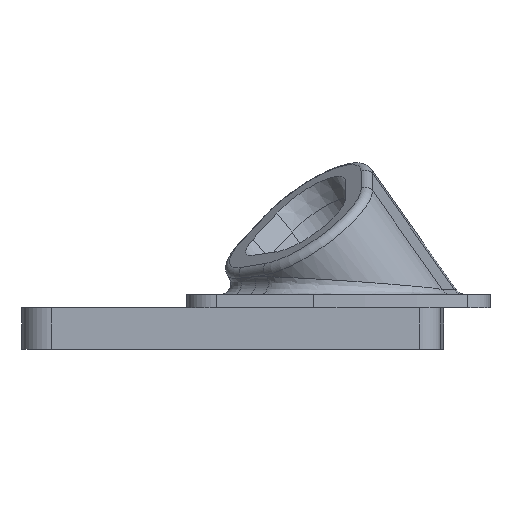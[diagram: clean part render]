
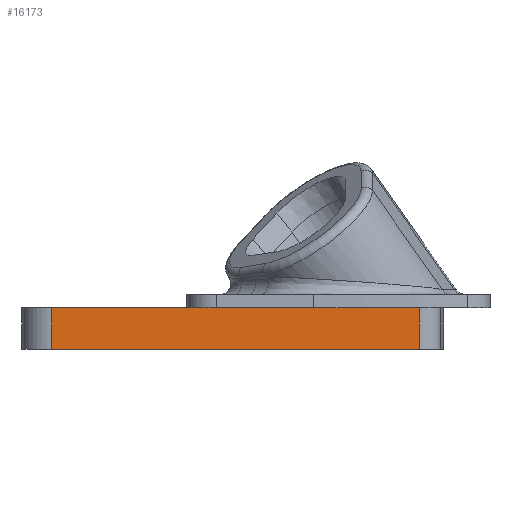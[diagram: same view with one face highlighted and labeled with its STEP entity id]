
A CAD part, left-side view. The second image highlights one B-rep face of the part: STEP entity #16173.
In plain terms, the highlighted planar face has unit normal (-1, 0, 0).
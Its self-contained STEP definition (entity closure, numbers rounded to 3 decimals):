
#6483 = PLANE('',#6484);
#6484 = AXIS2_PLACEMENT_3D('',#6485,#6486,#6487);
#6485 = CARTESIAN_POINT('',(0.,0.,-1.6));
#6486 = DIRECTION('',(0.,0.,1.));
#6487 = DIRECTION('',(1.,0.,0.));
#6946 = VERTEX_POINT('',#6947);
#6947 = CARTESIAN_POINT('',(-72.8,18.4,-1.6));
#6961 = PLANE('',#6962);
#6962 = AXIS2_PLACEMENT_3D('',#6963,#6964,#6965);
#6963 = CARTESIAN_POINT('',(0.,12.8,-1.6));
#6964 = DIRECTION('',(0.,0.,-1.));
#6965 = DIRECTION('',(-1.,0.,0.));
#12773 = EDGE_CURVE('',#6946,#12774,#12776,.T.);
#12774 = VERTEX_POINT('',#12775);
#12775 = CARTESIAN_POINT('',(-72.8,-9.8,-1.6));
#12776 = SURFACE_CURVE('',#12777,(#12781,#12788),.PCURVE_S1.);
#12777 = LINE('',#12778,#12779);
#12778 = CARTESIAN_POINT('',(-72.8,-4.9,-1.6));
#12779 = VECTOR('',#12780,1.);
#12780 = DIRECTION('',(0.,-1.,0.));
#12781 = PCURVE('',#6483,#12782);
#12782 = DEFINITIONAL_REPRESENTATION('',(#12783),#12787);
#12783 = LINE('',#12784,#12785);
#12784 = CARTESIAN_POINT('',(-72.8,-4.9));
#12785 = VECTOR('',#12786,1.);
#12786 = DIRECTION('',(0.,-1.));
#12787 = ( GEOMETRIC_REPRESENTATION_CONTEXT(2) 
PARAMETRIC_REPRESENTATION_CONTEXT() REPRESENTATION_CONTEXT('2D SPACE',''
  ) );
#12788 = PCURVE('',#12789,#12794);
#12789 = PLANE('',#12790);
#12790 = AXIS2_PLACEMENT_3D('',#12791,#12792,#12793);
#12791 = CARTESIAN_POINT('',(-72.8,-9.8,-1.6));
#12792 = DIRECTION('',(-1.,0.,0.));
#12793 = DIRECTION('',(0.,1.,0.));
#12794 = DEFINITIONAL_REPRESENTATION('',(#12795),#12799);
#12795 = LINE('',#12796,#12797);
#12796 = CARTESIAN_POINT('',(4.9,0.));
#12797 = VECTOR('',#12798,1.);
#12798 = DIRECTION('',(-1.,0.));
#12799 = ( GEOMETRIC_REPRESENTATION_CONTEXT(2) 
PARAMETRIC_REPRESENTATION_CONTEXT() REPRESENTATION_CONTEXT('2D SPACE',''
  ) );
#12818 = CYLINDRICAL_SURFACE('',#12819,2.6);
#12819 = AXIS2_PLACEMENT_3D('',#12820,#12821,#12822);
#12820 = CARTESIAN_POINT('',(-70.2,-9.8,-1.6));
#12821 = DIRECTION('',(0.,0.,-1.));
#12822 = DIRECTION('',(0.,-1.,0.));
#13344 = VERTEX_POINT('',#13345);
#13345 = CARTESIAN_POINT('',(-72.8,34.8,-1.6));
#13360 = CYLINDRICAL_SURFACE('',#13361,3.6);
#13361 = AXIS2_PLACEMENT_3D('',#13362,#13363,#13364);
#13362 = CARTESIAN_POINT('',(-69.2,34.8,-1.6));
#13363 = DIRECTION('',(0.,0.,-1.));
#13364 = DIRECTION('',(-1.,0.,0.));
#13372 = EDGE_CURVE('',#6946,#13344,#13373,.T.);
#13373 = SURFACE_CURVE('',#13374,(#13378,#13385),.PCURVE_S1.);
#13374 = LINE('',#13375,#13376);
#13375 = CARTESIAN_POINT('',(-72.8,-9.8,-1.6));
#13376 = VECTOR('',#13377,1.);
#13377 = DIRECTION('',(0.,1.,0.));
#13378 = PCURVE('',#6961,#13379);
#13379 = DEFINITIONAL_REPRESENTATION('',(#13380),#13384);
#13380 = LINE('',#13381,#13382);
#13381 = CARTESIAN_POINT('',(72.8,-22.6));
#13382 = VECTOR('',#13383,1.);
#13383 = DIRECTION('',(0.,1.));
#13384 = ( GEOMETRIC_REPRESENTATION_CONTEXT(2) 
PARAMETRIC_REPRESENTATION_CONTEXT() REPRESENTATION_CONTEXT('2D SPACE',''
  ) );
#13385 = PCURVE('',#12789,#13386);
#13386 = DEFINITIONAL_REPRESENTATION('',(#13387),#13391);
#13387 = LINE('',#13388,#13389);
#13388 = CARTESIAN_POINT('',(0.,0.));
#13389 = VECTOR('',#13390,1.);
#13390 = DIRECTION('',(1.,0.));
#13391 = ( GEOMETRIC_REPRESENTATION_CONTEXT(2) 
PARAMETRIC_REPRESENTATION_CONTEXT() REPRESENTATION_CONTEXT('2D SPACE',''
  ) );
#16173 = ADVANCED_FACE('',(#16174),#12789,.T.);
#16174 = FACE_BOUND('',#16175,.T.);
#16175 = EDGE_LOOP('',(#16176,#16177,#16178,#16201,#16229));
#16176 = ORIENTED_EDGE('',*,*,#12773,.F.);
#16177 = ORIENTED_EDGE('',*,*,#13372,.T.);
#16178 = ORIENTED_EDGE('',*,*,#16179,.T.);
#16179 = EDGE_CURVE('',#13344,#16180,#16182,.T.);
#16180 = VERTEX_POINT('',#16181);
#16181 = CARTESIAN_POINT('',(-72.8,34.8,-6.6));
#16182 = SURFACE_CURVE('',#16183,(#16187,#16194),.PCURVE_S1.);
#16183 = LINE('',#16184,#16185);
#16184 = CARTESIAN_POINT('',(-72.8,34.8,-1.6));
#16185 = VECTOR('',#16186,1.);
#16186 = DIRECTION('',(0.,0.,-1.));
#16187 = PCURVE('',#12789,#16188);
#16188 = DEFINITIONAL_REPRESENTATION('',(#16189),#16193);
#16189 = LINE('',#16190,#16191);
#16190 = CARTESIAN_POINT('',(44.6,0.));
#16191 = VECTOR('',#16192,1.);
#16192 = DIRECTION('',(0.,1.));
#16193 = ( GEOMETRIC_REPRESENTATION_CONTEXT(2) 
PARAMETRIC_REPRESENTATION_CONTEXT() REPRESENTATION_CONTEXT('2D SPACE',''
  ) );
#16194 = PCURVE('',#13360,#16195);
#16195 = DEFINITIONAL_REPRESENTATION('',(#16196),#16200);
#16196 = LINE('',#16197,#16198);
#16197 = CARTESIAN_POINT('',(0.,0.));
#16198 = VECTOR('',#16199,1.);
#16199 = DIRECTION('',(0.,1.));
#16200 = ( GEOMETRIC_REPRESENTATION_CONTEXT(2) 
PARAMETRIC_REPRESENTATION_CONTEXT() REPRESENTATION_CONTEXT('2D SPACE',''
  ) );
#16201 = ORIENTED_EDGE('',*,*,#16202,.F.);
#16202 = EDGE_CURVE('',#16203,#16180,#16205,.T.);
#16203 = VERTEX_POINT('',#16204);
#16204 = CARTESIAN_POINT('',(-72.8,-9.8,-6.6));
#16205 = SURFACE_CURVE('',#16206,(#16210,#16217),.PCURVE_S1.);
#16206 = LINE('',#16207,#16208);
#16207 = CARTESIAN_POINT('',(-72.8,-9.8,-6.6));
#16208 = VECTOR('',#16209,1.);
#16209 = DIRECTION('',(0.,1.,0.));
#16210 = PCURVE('',#12789,#16211);
#16211 = DEFINITIONAL_REPRESENTATION('',(#16212),#16216);
#16212 = LINE('',#16213,#16214);
#16213 = CARTESIAN_POINT('',(0.,5.));
#16214 = VECTOR('',#16215,1.);
#16215 = DIRECTION('',(1.,0.));
#16216 = ( GEOMETRIC_REPRESENTATION_CONTEXT(2) 
PARAMETRIC_REPRESENTATION_CONTEXT() REPRESENTATION_CONTEXT('2D SPACE',''
  ) );
#16217 = PCURVE('',#16218,#16223);
#16218 = PLANE('',#16219);
#16219 = AXIS2_PLACEMENT_3D('',#16220,#16221,#16222);
#16220 = CARTESIAN_POINT('',(0.,12.8,-6.6));
#16221 = DIRECTION('',(0.,0.,-1.));
#16222 = DIRECTION('',(-1.,0.,0.));
#16223 = DEFINITIONAL_REPRESENTATION('',(#16224),#16228);
#16224 = LINE('',#16225,#16226);
#16225 = CARTESIAN_POINT('',(72.8,-22.6));
#16226 = VECTOR('',#16227,1.);
#16227 = DIRECTION('',(0.,1.));
#16228 = ( GEOMETRIC_REPRESENTATION_CONTEXT(2) 
PARAMETRIC_REPRESENTATION_CONTEXT() REPRESENTATION_CONTEXT('2D SPACE',''
  ) );
#16229 = ORIENTED_EDGE('',*,*,#16230,.F.);
#16230 = EDGE_CURVE('',#12774,#16203,#16231,.T.);
#16231 = SURFACE_CURVE('',#16232,(#16236,#16243),.PCURVE_S1.);
#16232 = LINE('',#16233,#16234);
#16233 = CARTESIAN_POINT('',(-72.8,-9.8,-1.6));
#16234 = VECTOR('',#16235,1.);
#16235 = DIRECTION('',(0.,0.,-1.));
#16236 = PCURVE('',#12789,#16237);
#16237 = DEFINITIONAL_REPRESENTATION('',(#16238),#16242);
#16238 = LINE('',#16239,#16240);
#16239 = CARTESIAN_POINT('',(0.,0.));
#16240 = VECTOR('',#16241,1.);
#16241 = DIRECTION('',(0.,1.));
#16242 = ( GEOMETRIC_REPRESENTATION_CONTEXT(2) 
PARAMETRIC_REPRESENTATION_CONTEXT() REPRESENTATION_CONTEXT('2D SPACE',''
  ) );
#16243 = PCURVE('',#12818,#16244);
#16244 = DEFINITIONAL_REPRESENTATION('',(#16245),#16249);
#16245 = LINE('',#16246,#16247);
#16246 = CARTESIAN_POINT('',(1.571,0.));
#16247 = VECTOR('',#16248,1.);
#16248 = DIRECTION('',(0.,1.));
#16249 = ( GEOMETRIC_REPRESENTATION_CONTEXT(2) 
PARAMETRIC_REPRESENTATION_CONTEXT() REPRESENTATION_CONTEXT('2D SPACE',''
  ) );
